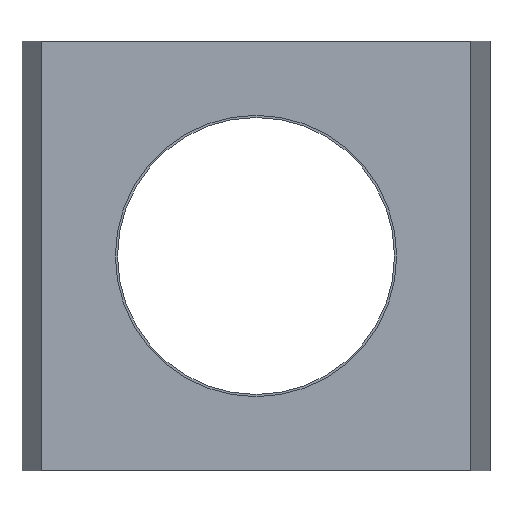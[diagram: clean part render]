
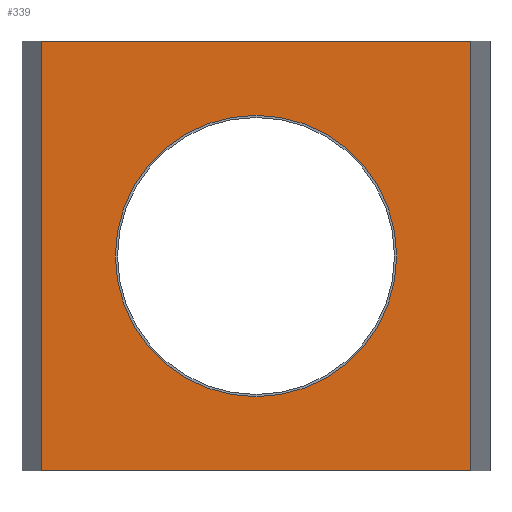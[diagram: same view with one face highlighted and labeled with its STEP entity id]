
A CAD part, front view. The second image highlights one B-rep face of the part: STEP entity #339.
In plain terms, the highlighted planar face has unit normal (0, -1, 0).
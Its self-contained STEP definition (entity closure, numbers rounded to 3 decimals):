
#2 = CARTESIAN_POINT ( 'NONE',  ( 387.5, 0., 387.5 ) ) ;
#15 = VECTOR ( 'NONE', #362, 1000. ) ;
#20 = EDGE_CURVE ( 'NONE', #817, #775, #279, .T. ) ;
#32 = EDGE_CURVE ( 'NONE', #115, #583, #636, .T. ) ;
#43 = CIRCLE ( 'NONE', #852, 254. ) ;
#77 = CARTESIAN_POINT ( 'NONE',  ( 0., 0., -254. ) ) ;
#90 = VECTOR ( 'NONE', #957, 1000. ) ;
#115 = VERTEX_POINT ( 'NONE', #465 ) ;
#134 = ORIENTED_EDGE ( 'NONE', *, *, #770, .T. ) ;
#170 = AXIS2_PLACEMENT_3D ( 'NONE', #719, #252, #322 ) ;
#173 = DIRECTION ( 'NONE',  ( 1., 0., 0. ) ) ;
#191 = CARTESIAN_POINT ( 'NONE',  ( -387.5, 0., 387.5 ) ) ;
#195 = CARTESIAN_POINT ( 'NONE',  ( -387.5, 0., 387.5 ) ) ;
#215 = ORIENTED_EDGE ( 'NONE', *, *, #756, .F. ) ;
#248 = VECTOR ( 'NONE', #916, 1000. ) ;
#252 = DIRECTION ( 'NONE',  ( 0., -1., 0. ) ) ;
#255 = CARTESIAN_POINT ( 'NONE',  ( -387.5, 0., -387.5 ) ) ;
#271 = DIRECTION ( 'NONE',  ( 0., 1., 0. ) ) ;
#279 = CIRCLE ( 'NONE', #170, 254. ) ;
#288 = VERTEX_POINT ( 'NONE', #195 ) ;
#299 = VECTOR ( 'NONE', #173, 1000. ) ;
#307 = CARTESIAN_POINT ( 'NONE',  ( -387.5, 0., 387.5 ) ) ;
#310 = DIRECTION ( 'NONE',  ( 0., -1., 0. ) ) ;
#322 = DIRECTION ( 'NONE',  ( 0., 0., -1. ) ) ;
#339 = ADVANCED_FACE ( 'NONE', ( #565, #729 ), #798, .F. ) ;
#348 = CARTESIAN_POINT ( 'NONE',  ( -387.5, 0., 387.5 ) ) ;
#362 = DIRECTION ( 'NONE',  ( 0., 0., -1. ) ) ;
#375 = LINE ( 'NONE', #2, #15 ) ;
#440 = ORIENTED_EDGE ( 'NONE', *, *, #20, .F. ) ;
#449 = LINE ( 'NONE', #191, #90 ) ;
#458 = EDGE_CURVE ( 'NONE', #679, #583, #375, .T. ) ;
#464 = EDGE_LOOP ( 'NONE', ( #954, #666, #893, #134 ) ) ;
#465 = CARTESIAN_POINT ( 'NONE',  ( -387.5, 0., -387.5 ) ) ;
#473 = CARTESIAN_POINT ( 'NONE',  ( 0., 0., 254. ) ) ;
#512 = DIRECTION ( 'NONE',  ( 0., 0., 1. ) ) ;
#555 = EDGE_CURVE ( 'NONE', #288, #679, #449, .T. ) ;
#565 = FACE_BOUND ( 'NONE', #695, .T. ) ;
#583 = VERTEX_POINT ( 'NONE', #587 ) ;
#584 = AXIS2_PLACEMENT_3D ( 'NONE', #348, #271, #512 ) ;
#587 = CARTESIAN_POINT ( 'NONE',  ( 387.5, 0., -387.5 ) ) ;
#618 = CARTESIAN_POINT ( 'NONE',  ( 0., 0., 0. ) ) ;
#636 = LINE ( 'NONE', #255, #299 ) ;
#666 = ORIENTED_EDGE ( 'NONE', *, *, #458, .F. ) ;
#679 = VERTEX_POINT ( 'NONE', #767 ) ;
#695 = EDGE_LOOP ( 'NONE', ( #215, #440 ) ) ;
#719 = CARTESIAN_POINT ( 'NONE',  ( 0., 0., 0. ) ) ;
#729 = FACE_OUTER_BOUND ( 'NONE', #464, .T. ) ;
#756 = EDGE_CURVE ( 'NONE', #775, #817, #43, .T. ) ;
#762 = DIRECTION ( 'NONE',  ( 0., 0., -1. ) ) ;
#767 = CARTESIAN_POINT ( 'NONE',  ( 387.5, 0., 387.5 ) ) ;
#770 = EDGE_CURVE ( 'NONE', #288, #115, #844, .T. ) ;
#775 = VERTEX_POINT ( 'NONE', #77 ) ;
#798 = PLANE ( 'NONE',  #584 ) ;
#817 = VERTEX_POINT ( 'NONE', #473 ) ;
#844 = LINE ( 'NONE', #307, #248 ) ;
#852 = AXIS2_PLACEMENT_3D ( 'NONE', #618, #310, #762 ) ;
#893 = ORIENTED_EDGE ( 'NONE', *, *, #555, .F. ) ;
#916 = DIRECTION ( 'NONE',  ( 0., 0., -1. ) ) ;
#954 = ORIENTED_EDGE ( 'NONE', *, *, #32, .T. ) ;
#957 = DIRECTION ( 'NONE',  ( 1., 0., 0. ) ) ;
